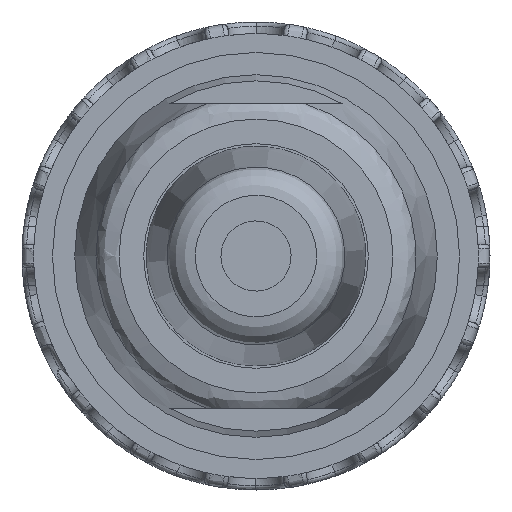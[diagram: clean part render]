
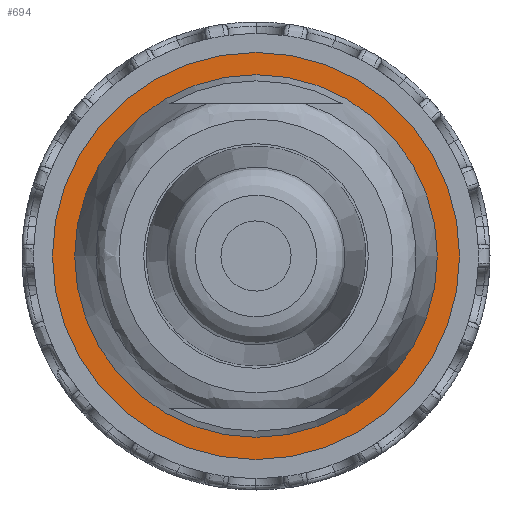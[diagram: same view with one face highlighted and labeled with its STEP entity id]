
A CAD part, front view. The second image highlights one B-rep face of the part: STEP entity #694.
In plain terms, the highlighted planar face has unit normal (0, -1, 0).
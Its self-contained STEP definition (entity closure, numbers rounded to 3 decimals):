
#80=FACE_BOUND('',#1452,.T.);
#81=FACE_BOUND('',#1453,.T.);
#694=ADVANCED_FACE('',(#80,#81),#975,.T.);
#975=PLANE('',#5769);
#1452=EDGE_LOOP('',(#2636));
#1453=EDGE_LOOP('',(#2637));
#2636=ORIENTED_EDGE('',*,*,#4757,.F.);
#2637=ORIENTED_EDGE('',*,*,#4755,.F.);
#4158=VERTEX_POINT('',#8824);
#4160=VERTEX_POINT('',#8829);
#4755=EDGE_CURVE('',#4158,#4158,#5461,.T.);
#4757=EDGE_CURVE('',#4160,#4160,#5463,.T.);
#5461=CIRCLE('',#5765,8.7);
#5463=CIRCLE('',#5768,7.75);
#5765=AXIS2_PLACEMENT_3D('',#8823,#6423,#6424);
#5768=AXIS2_PLACEMENT_3D('',#8828,#6429,#6430);
#5769=AXIS2_PLACEMENT_3D('',#8830,#6431,#6432);
#6423=DIRECTION('',(0.,1.,0.));
#6424=DIRECTION('',(-1.,0.,0.));
#6429=DIRECTION('',(0.,-1.,0.));
#6430=DIRECTION('',(0.,0.,-1.));
#6431=DIRECTION('',(0.,-1.,0.));
#6432=DIRECTION('',(-1.,0.,0.));
#8823=CARTESIAN_POINT('',(0.,8.5,0.));
#8824=CARTESIAN_POINT('',(-8.7,8.5,0.));
#8828=CARTESIAN_POINT('',(0.,8.5,0.));
#8829=CARTESIAN_POINT('',(0.,8.5,-7.75));
#8830=CARTESIAN_POINT('',(9.57,8.5,9.57));
